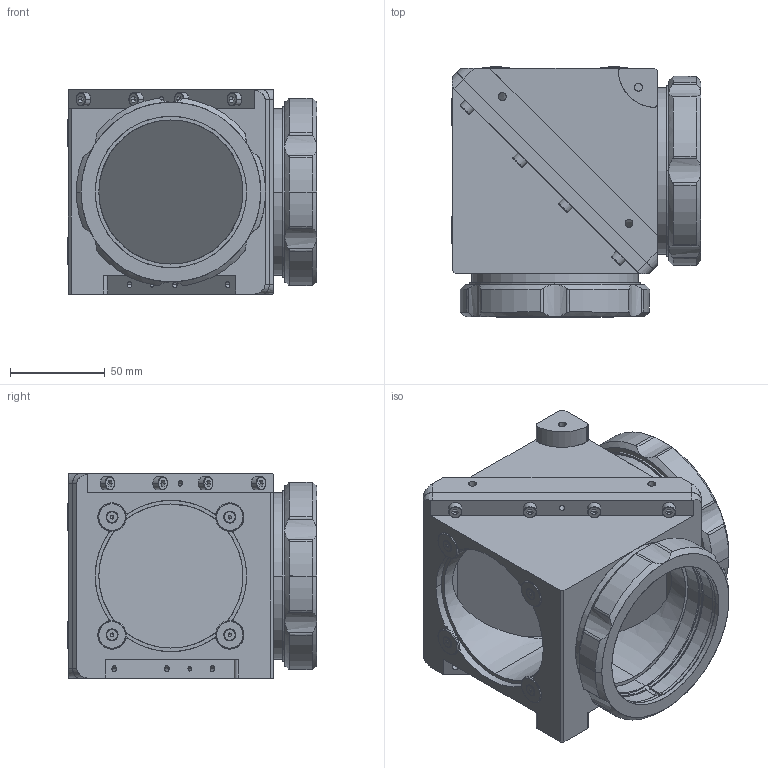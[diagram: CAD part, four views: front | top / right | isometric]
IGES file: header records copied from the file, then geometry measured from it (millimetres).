
Start section: SolidWorks IGES file using analytic representation for surfaces
Global section: file name: DP22434 -A_CMBS056.igs; native system: SolidWorks 2021; preprocessor: SolidWorks 2021; author: piermario; date: 211129.100959; units: millimetre
Bounding box: 132.01 x 132.01 x 108 mm (x, y, z)
Surface area: 169615 mm2 (no closed solid volume)
Topology: 0 solids, 0 shells, 523 faces, 9082 edges, 9050 vertices
Faces by surface type: revolution 341, bspline 182
